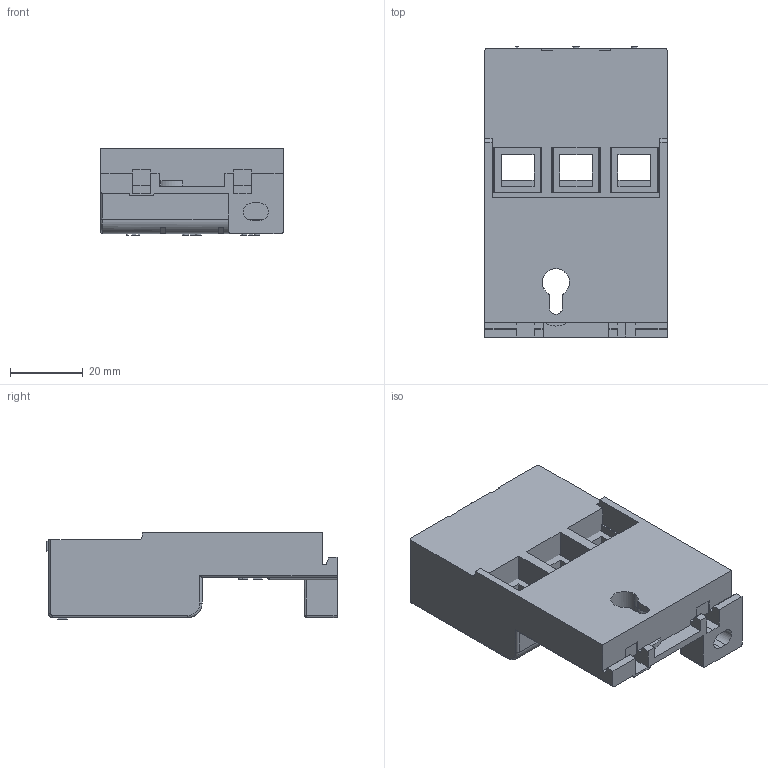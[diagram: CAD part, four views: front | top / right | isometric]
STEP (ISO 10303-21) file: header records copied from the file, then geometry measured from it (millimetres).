
FILE_DESCRIPTION (( 'STEP AP203' ), '1' );
FILE_NAME ('BF67-5D.step', '2020-08-11T10:22:07', ( '' ), ( '' ), 'SwSTEP 2.0', 'SolidWorks 2019', '' );
FILE_SCHEMA (( 'CONFIG_CONTROL_DESIGN' ));
Length unit declared in the file: millimetre
Products named in the file (1): BF67-5D
Bounding box: 50 x 79.5 x 23.8 mm (x, y, z)
Volume: 60235.3 mm3; surface area: 25923.1 mm2
Topology: 8 solids, 8 shells, 689 faces, 1882 edges, 1230 vertices
Faces by surface type: plane 432, bspline 171, cylinder 65, cone 18, torus 3
Entity records: 30106 total; most frequent: CARTESIAN_POINT 13845, ORIENTED_EDGE 3740, DIRECTION 2665, EDGE_CURVE 1870, LINE 1281, VECTOR 1281, VERTEX_POINT 1230, EDGE_LOOP 748
